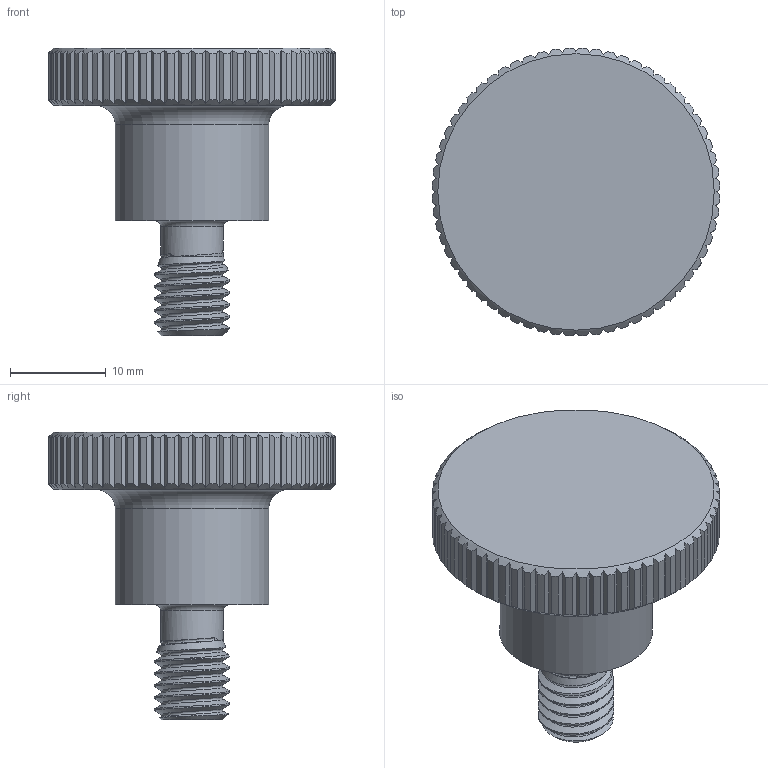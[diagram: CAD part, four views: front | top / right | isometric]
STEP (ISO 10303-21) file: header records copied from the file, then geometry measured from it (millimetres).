
FILE_DESCRIPTION(('FreeCAD Model'),'2;1');
FILE_NAME('Open CASCADE Shape Model','2025-06-25T08:45:40',('BT'),(''), 'Open CASCADE STEP processor 7.8','FreeCAD','Unknown');
FILE_SCHEMA(('AUTOMOTIVE_DESIGN { 1 0 10303 214 1 1 1 1 }'));
Length unit declared in the file: millimetre
Products named in the file (1): M8x12-Screw
Bounding box: 29.99 x 29.99 x 30 mm (x, y, z)
Volume: 7064.4 mm3; surface area: 2926.8 mm2
Topology: 1 solids, 1 shells, 238 faces, 673 edges, 437 vertices
Faces by surface type: plane 134, cylinder 73, bspline 22, cone 7, torus 2
Full cylindrical faces by diameter (mm): 6.517 x1, 7.87 x4, 16 x1
Entity records: 10058 total; most frequent: CARTESIAN_POINT 3716, DIRECTION 1440, ORIENTED_EDGE 1342, EDGE_CURVE 671, AXIS2_PLACEMENT_3D 616, VERTEX_POINT 437, HYPERBOLA 256, FACE_BOUND 240
